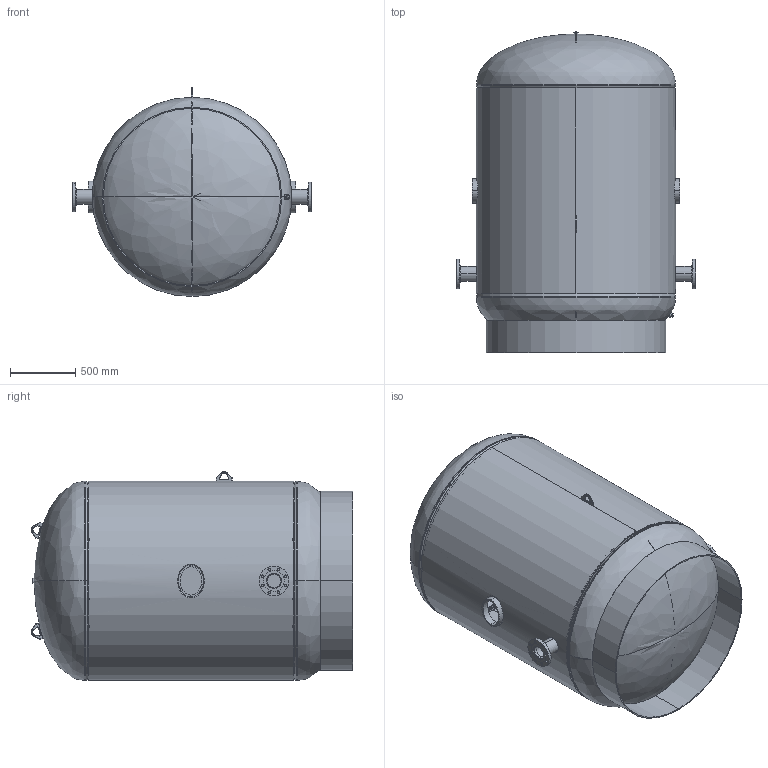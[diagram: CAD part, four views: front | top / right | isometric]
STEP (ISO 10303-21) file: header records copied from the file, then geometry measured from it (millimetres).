
FILE_DESCRIPTION (( 'STEP AP203' ), '1' );
FILE_NAME ('CBT-1040-4F.STEP', '2021-03-22T17:11:18', ( '' ), ( '' ), 'SwSTEP 2.0', 'SolidWorks 2021', '' );
FILE_SCHEMA (( 'CONFIG_CONTROL_DESIGN' ));
Length unit declared in the file: inch
Products named in the file (15): 55K0266; CBT-1040-4F; 9200244; 9301090_6.5; 9455060; 55A0530_default; 99B0528; Manways_9700115; 9461070; 9400542; 55Q0529; PLUGS_9500150; 9500040; 9500050
Assembly tree (29 placements, depth 3):
  CBT-1040-4F
    99B0528
    9200244
    9200244
    9500040
    9500050
    PLUGS_9500150
    55A0530_default  x2
      9301090_6.5
      9461070
    Manways_9700115  x2
    9455060
    55K0266  x12
    9400542  x3
    55Q0529
Bounding box: 1828.8 x 2460.69 x 1599.38 mm (x, y, z)
Volume: 121965615.7 mm3; surface area: 33482228.9 mm2
Topology: 29 solids, 29 shells, 483 faces, 1080 edges, 656 vertices
Faces by surface type: cylinder 193, plane 156, torus 76, bspline 34, cone 24
Entity records: 17962 total; most frequent: CARTESIAN_POINT 10180, DIRECTION 1286, ORIENTED_EDGE 1136, EDGE_CURVE 568, AXIS2_PLACEMENT_3D 534, VERTEX_POINT 344, EDGE_LOOP 296, CIRCLE 278
